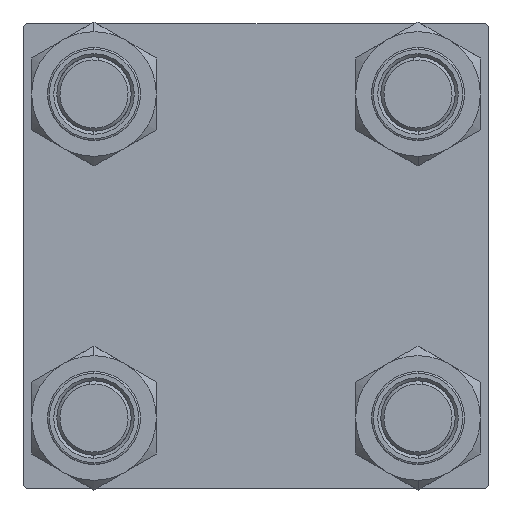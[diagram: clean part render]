
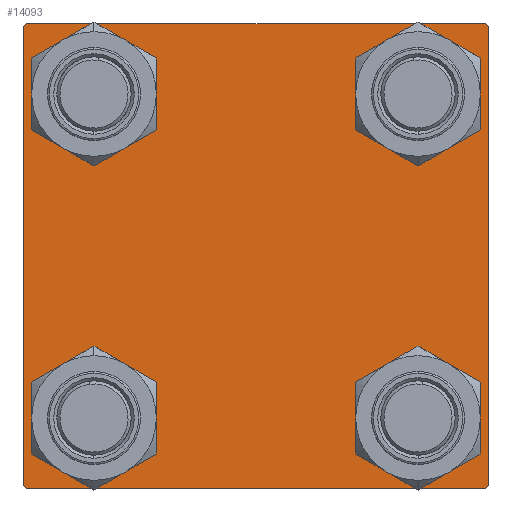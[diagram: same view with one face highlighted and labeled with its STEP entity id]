
A CAD part, left-side view. The second image highlights one B-rep face of the part: STEP entity #14093.
In plain terms, the highlighted planar face has unit normal (-1, 0, 0).
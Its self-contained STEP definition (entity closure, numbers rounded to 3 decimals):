
#130 = CIRCLE ( 'NONE', #19582, 6.5 ) ;
#524 = ORIENTED_EDGE ( 'NONE', *, *, #26405, .T. ) ;
#581 = AXIS2_PLACEMENT_3D ( 'NONE', #40694, #44985, #25449 ) ;
#1691 = LINE ( 'NONE', #29345, #42875 ) ;
#1907 = DIRECTION ( 'NONE',  ( 1., 0., 0. ) ) ;
#2749 = CARTESIAN_POINT ( 'NONE',  ( 0., -37., 37.5 ) ) ;
#3282 = CARTESIAN_POINT ( 'NONE',  ( 0., 37.5, 37.5 ) ) ;
#3494 = CARTESIAN_POINT ( 'NONE',  ( 0., 37., 37.5 ) ) ;
#3951 = FACE_BOUND ( 'NONE', #26458, .T. ) ;
#4154 = CIRCLE ( 'NONE', #39819, 6.5 ) ;
#4290 = EDGE_LOOP ( 'NONE', ( #27613, #43169, #32982, #13862, #30946, #43841, #16132, #19217 ) ) ;
#4441 = PLANE ( 'NONE',  #11981 ) ;
#5281 = ORIENTED_EDGE ( 'NONE', *, *, #19678, .T. ) ;
#5820 = VERTEX_POINT ( 'NONE', #12340 ) ;
#5950 = CARTESIAN_POINT ( 'NONE',  ( 0., 26.15, 32.65 ) ) ;
#6038 = ORIENTED_EDGE ( 'NONE', *, *, #49018, .T. ) ;
#6139 = EDGE_CURVE ( 'NONE', #42549, #14205, #21830, .T. ) ;
#6806 = DIRECTION ( 'NONE',  ( 1., 0., 0. ) ) ;
#7079 = LINE ( 'NONE', #3282, #40660 ) ;
#7308 = LINE ( 'NONE', #37783, #12782 ) ;
#7712 = ORIENTED_EDGE ( 'NONE', *, *, #30334, .T. ) ;
#7816 = CARTESIAN_POINT ( 'NONE',  ( 0., 37.5, 37. ) ) ;
#8004 = DIRECTION ( 'NONE',  ( 1., 0., 0. ) ) ;
#8940 = CARTESIAN_POINT ( 'NONE',  ( 0., 26.15, -32.65 ) ) ;
#8959 = DIRECTION ( 'NONE',  ( 1., 0., 0. ) ) ;
#9548 = AXIS2_PLACEMENT_3D ( 'NONE', #17399, #1907, #28820 ) ;
#10568 = CARTESIAN_POINT ( 'NONE',  ( 0., -26.15, 32.65 ) ) ;
#11227 = CARTESIAN_POINT ( 'NONE',  ( 0., 37.5, -37.5 ) ) ;
#11519 = VERTEX_POINT ( 'NONE', #3494 ) ;
#11981 = AXIS2_PLACEMENT_3D ( 'NONE', #46586, #20184, #19672 ) ;
#12340 = CARTESIAN_POINT ( 'NONE',  ( 0., -26.15, 19.65 ) ) ;
#12782 = VECTOR ( 'NONE', #38792, 1000. ) ;
#12885 = VECTOR ( 'NONE', #13728, 1000. ) ;
#13071 = CARTESIAN_POINT ( 'NONE',  ( 0., -26.15, 26.15 ) ) ;
#13602 = EDGE_CURVE ( 'NONE', #41918, #41162, #7308, .T. ) ;
#13680 = AXIS2_PLACEMENT_3D ( 'NONE', #14793, #45771, #26490 ) ;
#13728 = DIRECTION ( 'NONE',  ( 0., -0.707, 0.707 ) ) ;
#13862 = ORIENTED_EDGE ( 'NONE', *, *, #19750, .T. ) ;
#14031 = CARTESIAN_POINT ( 'NONE',  ( 0., -26.15, -19.65 ) ) ;
#14093 = ADVANCED_FACE ( 'NONE', ( #3951, #20438, #28310, #16622, #38979 ), #4441, .T. ) ;
#14105 = DIRECTION ( 'NONE',  ( 0., 0., -1. ) ) ;
#14205 = VERTEX_POINT ( 'NONE', #40735 ) ;
#14232 = LINE ( 'NONE', #33788, #12885 ) ;
#14786 = DIRECTION ( 'NONE',  ( 0., -1., 0. ) ) ;
#14793 = CARTESIAN_POINT ( 'NONE',  ( 0., -26.15, 26.15 ) ) ;
#15070 = VERTEX_POINT ( 'NONE', #25750 ) ;
#16132 = ORIENTED_EDGE ( 'NONE', *, *, #27483, .F. ) ;
#16622 = FACE_BOUND ( 'NONE', #35299, .T. ) ;
#17399 = CARTESIAN_POINT ( 'NONE',  ( 0., -26.15, -26.15 ) ) ;
#17462 = VECTOR ( 'NONE', #36656, 1000. ) ;
#17784 = CARTESIAN_POINT ( 'NONE',  ( 0., 37.25, -37.25 ) ) ;
#18432 = ORIENTED_EDGE ( 'NONE', *, *, #21964, .T. ) ;
#18485 = EDGE_LOOP ( 'NONE', ( #25055, #7712 ) ) ;
#18666 = VERTEX_POINT ( 'NONE', #14031 ) ;
#18822 = EDGE_CURVE ( 'NONE', #14205, #15070, #46014, .T. ) ;
#19217 = ORIENTED_EDGE ( 'NONE', *, *, #37748, .T. ) ;
#19582 = AXIS2_PLACEMENT_3D ( 'NONE', #31357, #23992, #43301 ) ;
#19672 = DIRECTION ( 'NONE',  ( 0., 0., 1. ) ) ;
#19678 = EDGE_CURVE ( 'NONE', #5820, #35393, #47752, .T. ) ;
#19750 = EDGE_CURVE ( 'NONE', #15070, #48782, #14232, .T. ) ;
#20184 = DIRECTION ( 'NONE',  ( -1., 0., 0. ) ) ;
#20364 = EDGE_CURVE ( 'NONE', #41918, #48782, #1691, .T. ) ;
#20437 = CARTESIAN_POINT ( 'NONE',  ( 0., -37.5, -37. ) ) ;
#20438 = FACE_BOUND ( 'NONE', #18485, .T. ) ;
#21057 = EDGE_CURVE ( 'NONE', #25263, #25273, #46956, .T. ) ;
#21830 = LINE ( 'NONE', #17784, #45811 ) ;
#21964 = EDGE_CURVE ( 'NONE', #50188, #43228, #28372, .T. ) ;
#23683 = ORIENTED_EDGE ( 'NONE', *, *, #48102, .T. ) ;
#23992 = DIRECTION ( 'NONE',  ( 1., 0., 0. ) ) ;
#25055 = ORIENTED_EDGE ( 'NONE', *, *, #37124, .T. ) ;
#25110 = AXIS2_PLACEMENT_3D ( 'NONE', #45743, #27896, #26462 ) ;
#25263 = VERTEX_POINT ( 'NONE', #5950 ) ;
#25273 = VERTEX_POINT ( 'NONE', #40502 ) ;
#25449 = DIRECTION ( 'NONE',  ( 0., 0., 1. ) ) ;
#25750 = CARTESIAN_POINT ( 'NONE',  ( 0., -37., -37.5 ) ) ;
#26379 = CARTESIAN_POINT ( 'NONE',  ( 0., 26.15, 26.15 ) ) ;
#26405 = EDGE_CURVE ( 'NONE', #25273, #25263, #43385, .T. ) ;
#26458 = EDGE_LOOP ( 'NONE', ( #23683, #5281 ) ) ;
#26462 = DIRECTION ( 'NONE',  ( 0., 0., 1. ) ) ;
#26490 = DIRECTION ( 'NONE',  ( 0., 0., 1. ) ) ;
#27483 = EDGE_CURVE ( 'NONE', #11519, #41162, #44277, .T. ) ;
#27613 = ORIENTED_EDGE ( 'NONE', *, *, #44906, .T. ) ;
#27896 = DIRECTION ( 'NONE',  ( 1., 0., 0. ) ) ;
#28109 = CARTESIAN_POINT ( 'NONE',  ( 0., 37.5, -37. ) ) ;
#28310 = FACE_BOUND ( 'NONE', #43896, .T. ) ;
#28372 = CIRCLE ( 'NONE', #25110, 6.5 ) ;
#28764 = CARTESIAN_POINT ( 'NONE',  ( 0., 26.15, 26.15 ) ) ;
#28820 = DIRECTION ( 'NONE',  ( 0., 0., 1. ) ) ;
#29039 = CARTESIAN_POINT ( 'NONE',  ( 0., -37.5, 37. ) ) ;
#29072 = CARTESIAN_POINT ( 'NONE',  ( 0., 37.25, 37.25 ) ) ;
#29345 = CARTESIAN_POINT ( 'NONE',  ( 0., -37.5, 37.5 ) ) ;
#30334 = EDGE_CURVE ( 'NONE', #40348, #18666, #32966, .T. ) ;
#30675 = DIRECTION ( 'NONE',  ( 0., 0., 1. ) ) ;
#30946 = ORIENTED_EDGE ( 'NONE', *, *, #20364, .F. ) ;
#31357 = CARTESIAN_POINT ( 'NONE',  ( 0., 26.15, -26.15 ) ) ;
#31870 = DIRECTION ( 'NONE',  ( 0., 0., 1. ) ) ;
#32324 = DIRECTION ( 'NONE',  ( 0., 0., 1. ) ) ;
#32569 = CARTESIAN_POINT ( 'NONE',  ( 0., 26.15, -19.65 ) ) ;
#32966 = CIRCLE ( 'NONE', #581, 6.5 ) ;
#32982 = ORIENTED_EDGE ( 'NONE', *, *, #18822, .T. ) ;
#33187 = AXIS2_PLACEMENT_3D ( 'NONE', #26379, #6806, #30675 ) ;
#33788 = CARTESIAN_POINT ( 'NONE',  ( 0., -37.25, -37.25 ) ) ;
#35299 = EDGE_LOOP ( 'NONE', ( #43603, #524 ) ) ;
#35393 = VERTEX_POINT ( 'NONE', #10568 ) ;
#35503 = VECTOR ( 'NONE', #44570, 1000. ) ;
#36656 = DIRECTION ( 'NONE',  ( 0., -1., 0. ) ) ;
#37124 = EDGE_CURVE ( 'NONE', #18666, #40348, #42825, .T. ) ;
#37748 = EDGE_CURVE ( 'NONE', #11519, #47631, #48356, .T. ) ;
#37783 = CARTESIAN_POINT ( 'NONE',  ( 0., -37.25, 37.25 ) ) ;
#38312 = DIRECTION ( 'NONE',  ( 0., 0., -1. ) ) ;
#38792 = DIRECTION ( 'NONE',  ( 0., 0.707, 0.707 ) ) ;
#38979 = FACE_OUTER_BOUND ( 'NONE', #4290, .T. ) ;
#39819 = AXIS2_PLACEMENT_3D ( 'NONE', #13071, #8004, #31870 ) ;
#40348 = VERTEX_POINT ( 'NONE', #44643 ) ;
#40480 = CARTESIAN_POINT ( 'NONE',  ( 0., 37.5, 37.5 ) ) ;
#40502 = CARTESIAN_POINT ( 'NONE',  ( 0., 26.15, 19.65 ) ) ;
#40660 = VECTOR ( 'NONE', #38312, 1000. ) ;
#40694 = CARTESIAN_POINT ( 'NONE',  ( 0., -26.15, -26.15 ) ) ;
#40735 = CARTESIAN_POINT ( 'NONE',  ( 0., 37., -37.5 ) ) ;
#41162 = VERTEX_POINT ( 'NONE', #2749 ) ;
#41918 = VERTEX_POINT ( 'NONE', #29039 ) ;
#42549 = VERTEX_POINT ( 'NONE', #28109 ) ;
#42825 = CIRCLE ( 'NONE', #9548, 6.5 ) ;
#42875 = VECTOR ( 'NONE', #14105, 1000. ) ;
#43169 = ORIENTED_EDGE ( 'NONE', *, *, #6139, .T. ) ;
#43228 = VERTEX_POINT ( 'NONE', #8940 ) ;
#43301 = DIRECTION ( 'NONE',  ( 0., 0., 1. ) ) ;
#43385 = CIRCLE ( 'NONE', #49856, 6.5 ) ;
#43603 = ORIENTED_EDGE ( 'NONE', *, *, #21057, .T. ) ;
#43679 = VECTOR ( 'NONE', #14786, 1000. ) ;
#43841 = ORIENTED_EDGE ( 'NONE', *, *, #13602, .T. ) ;
#43896 = EDGE_LOOP ( 'NONE', ( #18432, #6038 ) ) ;
#44277 = LINE ( 'NONE', #40480, #17462 ) ;
#44570 = DIRECTION ( 'NONE',  ( 0., 0.707, -0.707 ) ) ;
#44643 = CARTESIAN_POINT ( 'NONE',  ( 0., -26.15, -32.65 ) ) ;
#44906 = EDGE_CURVE ( 'NONE', #47631, #42549, #7079, .T. ) ;
#44985 = DIRECTION ( 'NONE',  ( 1., 0., 0. ) ) ;
#45743 = CARTESIAN_POINT ( 'NONE',  ( 0., 26.15, -26.15 ) ) ;
#45771 = DIRECTION ( 'NONE',  ( 1., 0., 0. ) ) ;
#45811 = VECTOR ( 'NONE', #48486, 1000. ) ;
#46014 = LINE ( 'NONE', #11227, #43679 ) ;
#46586 = CARTESIAN_POINT ( 'NONE',  ( 0., 0., 0. ) ) ;
#46956 = CIRCLE ( 'NONE', #33187, 6.5 ) ;
#47631 = VERTEX_POINT ( 'NONE', #7816 ) ;
#47752 = CIRCLE ( 'NONE', #13680, 6.5 ) ;
#48102 = EDGE_CURVE ( 'NONE', #35393, #5820, #4154, .T. ) ;
#48356 = LINE ( 'NONE', #29072, #35503 ) ;
#48486 = DIRECTION ( 'NONE',  ( 0., -0.707, -0.707 ) ) ;
#48782 = VERTEX_POINT ( 'NONE', #20437 ) ;
#49018 = EDGE_CURVE ( 'NONE', #43228, #50188, #130, .T. ) ;
#49856 = AXIS2_PLACEMENT_3D ( 'NONE', #28764, #8959, #32324 ) ;
#50188 = VERTEX_POINT ( 'NONE', #32569 ) ;
